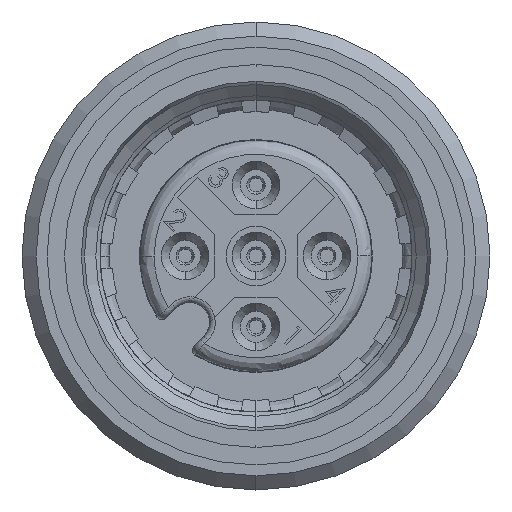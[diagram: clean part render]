
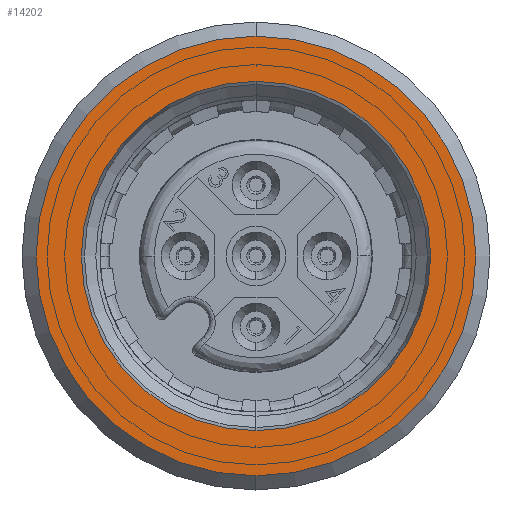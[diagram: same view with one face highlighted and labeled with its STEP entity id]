
A CAD part, left-side view. The second image highlights one B-rep face of the part: STEP entity #14202.
In plain terms, the highlighted face is planar.
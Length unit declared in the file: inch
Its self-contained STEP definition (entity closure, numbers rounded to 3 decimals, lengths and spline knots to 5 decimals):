
#190 = CARTESIAN_POINT ( 'NONE',  ( 1.76378, 0., 0. ) ) ;
#659 = EDGE_CURVE ( 'NONE', #30728, #6347, #21864, .T. ) ;
#829 = ORIENTED_EDGE ( 'NONE', *, *, #32065, .F. ) ;
#920 = CARTESIAN_POINT ( 'NONE',  ( 1.76378, 0., 0. ) ) ;
#1954 = DIRECTION ( 'NONE',  ( 0., 0., 1. ) ) ;
#2727 = DIRECTION ( 'NONE',  ( 0., 0., -1. ) ) ;
#3194 = CARTESIAN_POINT ( 'NONE',  ( 1.76378, 0., -0.30511 ) ) ;
#3293 = ORIENTED_EDGE ( 'NONE', *, *, #27893, .T. ) ;
#3445 = DIRECTION ( 'NONE',  ( 0., 0., 1. ) ) ;
#3859 = ORIENTED_EDGE ( 'NONE', *, *, #659, .T. ) ;
#4069 = CARTESIAN_POINT ( 'NONE',  ( 1.76378, 0., 0. ) ) ;
#4328 = ORIENTED_EDGE ( 'NONE', *, *, #26721, .F. ) ;
#4903 = CARTESIAN_POINT ( 'NONE',  ( 1.76378, 0., -0.2424 ) ) ;
#6347 = VERTEX_POINT ( 'NONE', #3194 ) ;
#6629 = DIRECTION ( 'NONE',  ( 0., 0., -1. ) ) ;
#8123 = AXIS2_PLACEMENT_3D ( 'NONE', #31968, #16991, #1954 ) ;
#8697 = CARTESIAN_POINT ( 'NONE',  ( 1.76378, 0., 0.2424 ) ) ;
#9221 = VERTEX_POINT ( 'NONE', #4903 ) ;
#9495 = CIRCLE ( 'NONE', #17007, 0.2424 ) ;
#12239 = CARTESIAN_POINT ( 'NONE',  ( 1.76378, 0.30877, -0.30877 ) ) ;
#14202 = ADVANCED_FACE ( 'NONE', ( #23129, #29807 ), #24537, .F. ) ;
#14730 = DIRECTION ( 'NONE',  ( 0., -1., 0. ) ) ;
#16991 = DIRECTION ( 'NONE',  ( 1., 0., 0. ) ) ;
#17007 = AXIS2_PLACEMENT_3D ( 'NONE', #4069, #21542, #6629 ) ;
#17726 = DIRECTION ( 'NONE',  ( 1., 0., 0. ) ) ;
#18464 = DIRECTION ( 'NONE',  ( 1., 0., 0. ) ) ;
#20787 = AXIS2_PLACEMENT_3D ( 'NONE', #190, #17726, #2727 ) ;
#21542 = DIRECTION ( 'NONE',  ( 1., 0., 0. ) ) ;
#21864 = CIRCLE ( 'NONE', #22720, 0.30511 ) ;
#21910 = CIRCLE ( 'NONE', #20787, 0.2424 ) ;
#22720 = AXIS2_PLACEMENT_3D ( 'NONE', #920, #18464, #3445 ) ;
#23129 = FACE_BOUND ( 'NONE', #25587, .T. ) ;
#24537 = PLANE ( 'NONE',  #30122 ) ;
#25587 = EDGE_LOOP ( 'NONE', ( #4328, #829 ) ) ;
#26659 = VERTEX_POINT ( 'NONE', #8697 ) ;
#26721 = EDGE_CURVE ( 'NONE', #9221, #26659, #9495, .T. ) ;
#27372 = CIRCLE ( 'NONE', #8123, 0.30511 ) ;
#27893 = EDGE_CURVE ( 'NONE', #6347, #30728, #27372, .T. ) ;
#28703 = EDGE_LOOP ( 'NONE', ( #3859, #3293 ) ) ;
#29707 = DIRECTION ( 'NONE',  ( -1., 0., 0. ) ) ;
#29807 = FACE_OUTER_BOUND ( 'NONE', #28703, .T. ) ;
#30122 = AXIS2_PLACEMENT_3D ( 'NONE', #12239, #29707, #14730 ) ;
#30728 = VERTEX_POINT ( 'NONE', #31953 ) ;
#31953 = CARTESIAN_POINT ( 'NONE',  ( 1.76378, 0., 0.30511 ) ) ;
#31968 = CARTESIAN_POINT ( 'NONE',  ( 1.76378, 0., 0. ) ) ;
#32065 = EDGE_CURVE ( 'NONE', #26659, #9221, #21910, .T. ) ;
